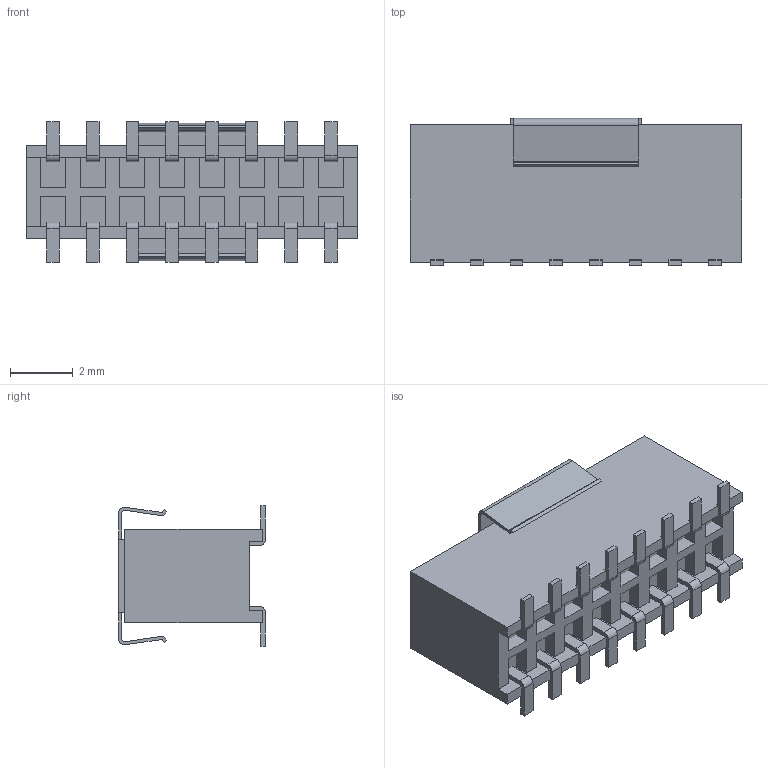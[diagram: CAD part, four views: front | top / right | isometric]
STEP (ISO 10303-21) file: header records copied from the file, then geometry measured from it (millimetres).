
FILE_DESCRIPTION( ( 'STEP AP203' ), '1' );
FILE_NAME( '20021321-00016C4LF.stp', '2019-06-01T23:16:58', ( '' ), ( '' ), ' ', 'PARTsolutions', ' ' );
FILE_SCHEMA( ( 'CONFIG_CONTROL_DESIGN' ) );
Length unit declared in the file: millimetre
Products named in the file (4): 20021321-00016C4LF; _20021321-00016C4LF_body; _20021321_cap; _20021321-00016C4LF_pins
Assembly tree (3 placements, depth 2):
  20021321-00016C4LF
    _20021321-00016C4LF_body
    _20021321_cap
    _20021321-00016C4LF_pins
Bounding box: 10.62 x 4.7 x 4.5 mm (x, y, z)
Volume: 102.6 mm3; surface area: 635.5 mm2
Topology: 3 solids, 3 shells, 730 faces, 2008 edges, 1296 vertices
Faces by surface type: plane 610, cylinder 120
Entity records: 23033 total; most frequent: CARTESIAN_POINT 4038, ORIENTED_EDGE 4016, DIRECTION 3780, EDGE_CURVE 2008, LINE 1704, VECTOR 1704, VERTEX_POINT 1296, AXIS2_PLACEMENT_3D 1038
